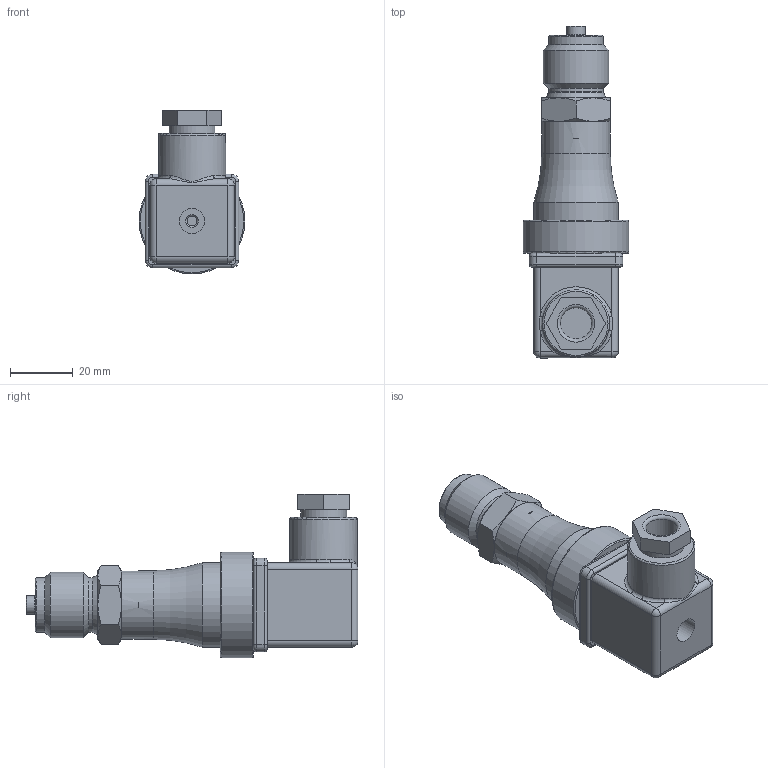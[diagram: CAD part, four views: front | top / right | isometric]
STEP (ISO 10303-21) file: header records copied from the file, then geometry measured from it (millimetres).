
FILE_DESCRIPTION(/* description */ ('Unknown'),/* implementation_level */ '2;1');
FILE_NAME(/* name */ 'PP20S-1.XXXXR.XX44.034X00.004',/* time_stamp */ '2023-06-19T08:47:31+02:00',/* author */ ('Unknown'),/* organization */ ('Baumer'),/* preprocessor_version */ 'ST-DEVELOPER v16.7',/* originating_system */ 'Solid Edge',/* authorisation */ 'Unknown');
FILE_SCHEMA (('AUTOMOTIVE_DESIGN {1 0 10303 214 3 1 1}'));
Length unit declared in the file: millimetre
Products named in the file (1): Part8
Bounding box: 33.9 x 106.2 x 52.45 mm (x, y, z)
Volume: 46873.3 mm3; surface area: 21646.2 mm2
Topology: 1 solids, 1 shells, 319 faces, 775 edges, 487 vertices
Faces by surface type: plane 185, cylinder 70, cone 35, torus 22, sphere 4, bspline 3
Full cylindrical faces by diameter (mm): 2 x1, 2.5 x4, 3 x1, 4 x1, 6 x1, 8 x4, 10 x1, 14.4 x1, 14.7 x1, 17 x1, 17.5 x2, 18.2 x1, 19 x1, 19.15 x1, 19.5 x1, 19.6 x1, 20 x1, 20.955 x1, 21 x1, 21.3 x1, 21.5 x1, 21.9 x1, 22 x1, 22.1 x1, 22.2 x1, 24.5 x1, 25.5 x1, 26.8 x2, 27 x1, 33.9 x1
Entity records: 11074 total; most frequent: CARTESIAN_POINT 1657, DIRECTION 1531, ORIENTED_EDGE 1346, EDGE_CURVE 673, AXIS2_PLACEMENT_3D 579, VERTEX_POINT 462, EDGE_LOOP 441, FACE_BOUND 441
